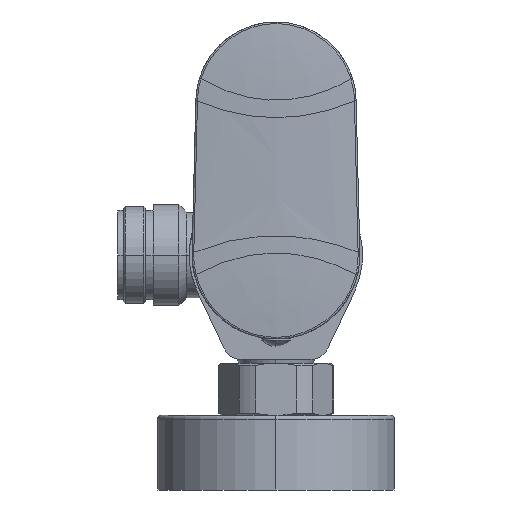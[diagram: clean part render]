
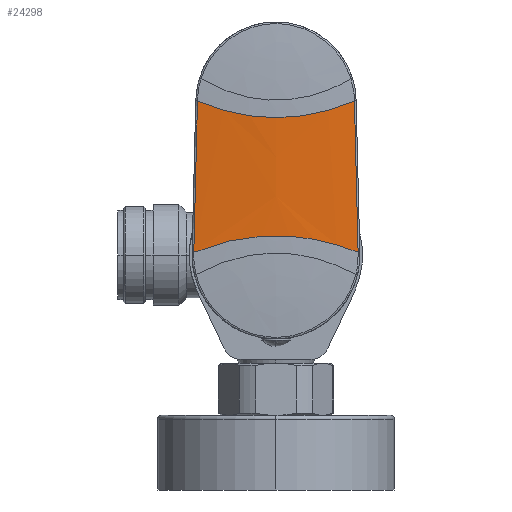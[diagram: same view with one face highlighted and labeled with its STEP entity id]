
A CAD part, left-side view. The second image highlights one B-rep face of the part: STEP entity #24298.
In plain terms, the highlighted free-form (B-spline) face has degree [3, 3] with [5, 4] control points.
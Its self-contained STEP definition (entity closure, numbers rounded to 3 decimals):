
#20587=CARTESIAN_POINT('',(-160.641,21.043,
41.331));
#20621=CARTESIAN_POINT('',(-160.641,-21.043,
41.331));
#20623=CARTESIAN_POINT('',(-160.641,21.043,
41.331));
#20624=CARTESIAN_POINT('',(-161.28,14.029,
38.345));
#20625=CARTESIAN_POINT('',(-161.92,0.,
35.359));
#20626=CARTESIAN_POINT('',(-161.28,-14.029,
38.345));
#20627=CARTESIAN_POINT('',(-160.641,-21.043,
41.331));
#20691=CARTESIAN_POINT('',(-160.641,-21.043,
41.331));
#20692=CARTESIAN_POINT('',(-160.641,-21.152,
36.87));
#20693=CARTESIAN_POINT('',(-160.641,-21.37,
27.917));
#20694=CARTESIAN_POINT('',(-160.641,-21.7,
14.389));
#20695=CARTESIAN_POINT('',(-160.641,-21.921,
5.299));
#20696=CARTESIAN_POINT('',(-160.641,-22.032,
0.737));
#20698=CARTESIAN_POINT('',(-160.641,22.032,
0.737));
#20699=CARTESIAN_POINT('',(-161.28,14.688,
3.708));
#20700=CARTESIAN_POINT('',(-161.92,0.,
6.679));
#20701=CARTESIAN_POINT('',(-161.28,-14.688,
3.708));
#20702=CARTESIAN_POINT('',(-160.641,-22.032,
0.737));
#20704=CARTESIAN_POINT('',(-160.641,22.032,
0.737));
#20705=CARTESIAN_POINT('',(-160.641,21.921,
5.299));
#20706=CARTESIAN_POINT('',(-160.641,21.7,
14.389));
#20707=CARTESIAN_POINT('',(-160.641,21.37,
27.917));
#20708=CARTESIAN_POINT('',(-160.641,21.152,
36.87));
#20709=CARTESIAN_POINT('',(-160.641,21.043,
41.331));
#20751=CARTESIAN_POINT('',(-160.641,22.032,
0.737));
#21254=VERTEX_POINT('',#20587);
#21263=VERTEX_POINT('',#20621);
#21265=VERTEX_POINT('',#20696);
#21275=VERTEX_POINT('',#20751);
#24270=CARTESIAN_POINT('',(-160.604,21.43,
42.324));
#24271=CARTESIAN_POINT('',(-160.604,21.776,
28.132));
#24272=CARTESIAN_POINT('',(-160.604,22.121,
13.941));
#24273=CARTESIAN_POINT('',(-160.604,22.467,
-0.251));
#24274=CARTESIAN_POINT('',(-161.268,14.286,
39.098));
#24275=CARTESIAN_POINT('',(-161.268,14.517,
27.051));
#24276=CARTESIAN_POINT('',(-161.268,14.748,
15.004));
#24277=CARTESIAN_POINT('',(-161.268,14.978,
2.956));
#24278=CARTESIAN_POINT('',(-161.932,0.,
35.872));
#24279=CARTESIAN_POINT('',(-161.932,0.,
25.969));
#24280=CARTESIAN_POINT('',(-161.932,0.,
16.067));
#24281=CARTESIAN_POINT('',(-161.932,0.,
6.164));
#24282=CARTESIAN_POINT('',(-161.268,-14.287,
39.098));
#24283=CARTESIAN_POINT('',(-161.268,-14.518,
27.051));
#24284=CARTESIAN_POINT('',(-161.268,-14.748,
15.004));
#24285=CARTESIAN_POINT('',(-161.268,-14.979,
2.956));
#24286=CARTESIAN_POINT('',(-160.604,-21.431,
42.325));
#24287=CARTESIAN_POINT('',(-160.604,-21.777,
28.133));
#24288=CARTESIAN_POINT('',(-160.604,-22.123,
13.941));
#24289=CARTESIAN_POINT('',(-160.604,-22.469,
-0.252));
#24290=B_SPLINE_SURFACE_WITH_KNOTS('',3,3,((#24270,#24271,#24272,#24273),
(#24274,#24275,#24276,#24277),(#24278,#24279,#24280,#24281),(#24282,#24283,
#24284,#24285),(#24286,#24287,#24288,#24289)),.UNSPECIFIED.,.F.,.F.,.F.,(4,1,4),
(4,4),(0.001,0.5,0.999),(0.294,
0.682),.UNSPECIFIED.);
#24291=ORIENTED_EDGE('',*,*,#21571,.T.);
#24293=ORIENTED_EDGE('',*,*,#24292,.F.);
#24294=ORIENTED_EDGE('',*,*,#24256,.T.);
#24295=ORIENTED_EDGE('',*,*,#24143,.T.);
#24296=EDGE_LOOP('',(#24291,#24293,#24294,#24295));
#24297=FACE_OUTER_BOUND('',#24296,.F.);
#24298=ADVANCED_FACE('',(#24297),#24290,.F.);
#20628=B_SPLINE_CURVE_WITH_KNOTS('',3,(#20623,#20624,#20625,#20626,#20627),
.UNSPECIFIED.,.F.,.F.,(4,1,4),(0.,0.5,1.),.UNSPECIFIED.);
#20697=B_SPLINE_CURVE_WITH_KNOTS('',3,(#20691,#20692,#20693,#20694,#20695,
#20696),.UNSPECIFIED.,.F.,.F.,(4,1,1,4),(0.,0.333,
0.667,1.),.UNSPECIFIED.);
#20703=B_SPLINE_CURVE_WITH_KNOTS('',3,(#20698,#20699,#20700,#20701,#20702),
.UNSPECIFIED.,.F.,.F.,(4,1,4),(0.,0.5,1.),.UNSPECIFIED.);
#20710=B_SPLINE_CURVE_WITH_KNOTS('',3,(#20704,#20705,#20706,#20707,#20708,
#20709),.UNSPECIFIED.,.F.,.F.,(4,1,1,4),(0.,0.333,
0.667,1.),.UNSPECIFIED.);
#21571=EDGE_CURVE('',#21263,#21265,#20697,.T.);
#24143=EDGE_CURVE('',#21254,#21263,#20628,.T.);
#24256=EDGE_CURVE('',#21275,#21254,#20710,.T.);
#24292=EDGE_CURVE('',#21275,#21265,#20703,.T.);
